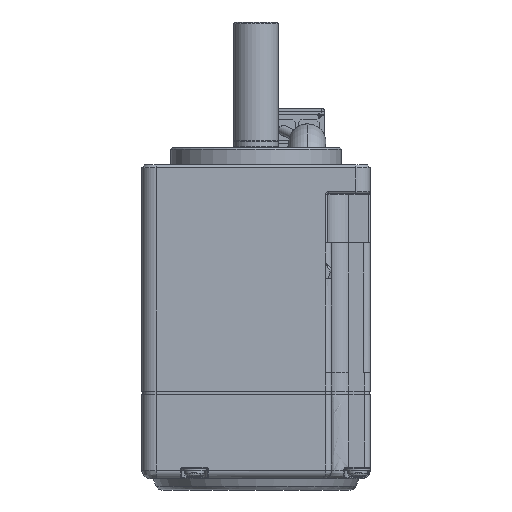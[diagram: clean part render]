
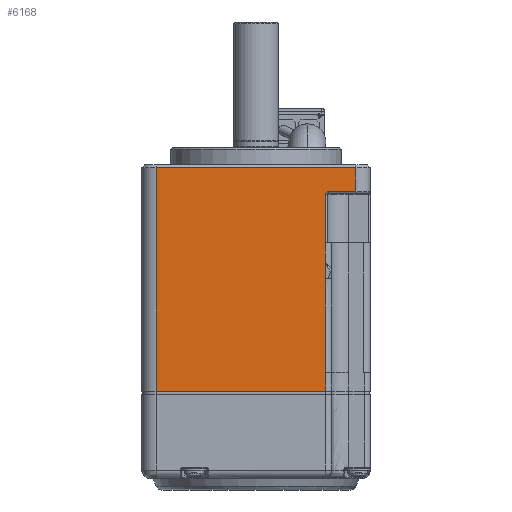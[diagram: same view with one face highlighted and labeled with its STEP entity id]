
A CAD part, front view. The second image highlights one B-rep face of the part: STEP entity #6168.
In plain terms, the highlighted planar face has unit normal (0, -1, 0).
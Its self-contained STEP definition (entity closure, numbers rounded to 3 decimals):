
#67=CARTESIAN_POINT('',(17.5,-20.,-20.));
#68=VERTEX_POINT('',#67);
#215=CARTESIAN_POINT('',(-17.5,-20.,-20.));
#216=VERTEX_POINT('',#215);
#223=CARTESIAN_POINT('',(-17.5,-20.,-20.));
#224=DIRECTION('',(1.,0.,0.));
#225=VECTOR('',#224,35.);
#226=LINE('',#223,#225);
#227=EDGE_CURVE('',#216,#68,#226,.T.);
#248=CARTESIAN_POINT('',(17.5,-20.,-24.2));
#249=VERTEX_POINT('',#248);
#250=CARTESIAN_POINT('',(17.5,-20.,-20.));
#251=DIRECTION('',(0.,0.,-1.));
#252=VECTOR('',#251,4.2);
#253=LINE('',#250,#252);
#254=EDGE_CURVE('',#68,#249,#253,.T.);
#271=CARTESIAN_POINT('',(12.162,-20.,-39.5));
#272=VERTEX_POINT('',#271);
#852=CARTESIAN_POINT('',(-17.5,-20.,-59.2));
#853=VERTEX_POINT('',#852);
#861=CARTESIAN_POINT('',(-17.5,-20.,-59.2));
#862=DIRECTION('',(0.,0.,1.));
#863=VECTOR('',#862,39.2);
#864=LINE('',#861,#863);
#865=EDGE_CURVE('',#853,#216,#864,.T.);
#1085=CARTESIAN_POINT('',(12.16,-20.,-24.7));
#1086=VERTEX_POINT('',#1085);
#1094=CARTESIAN_POINT('',(12.161,-20.,-33.2));
#1095=VERTEX_POINT('',#1094);
#1096=CARTESIAN_POINT('',(12.16,-20.,-24.7));
#1097=DIRECTION('',(0.,0.,-1.));
#1098=VECTOR('',#1097,8.5);
#1099=LINE('',#1096,#1098);
#1100=EDGE_CURVE('',#1086,#1095,#1099,.T.);
#1132=CARTESIAN_POINT('',(12.66,-20.,-24.2));
#1133=VERTEX_POINT('',#1132);
#1141=CARTESIAN_POINT('',(12.66,-20.,-24.7));
#1142=DIRECTION('',(0.,0.,1.));
#1143=DIRECTION('',(0.,-1.,-0.));
#1144=AXIS2_PLACEMENT_3D('',#1141,#1143,#1142);
#1145=CIRCLE('',#1144,0.5);
#1146=EDGE_CURVE('',#1133,#1086,#1145,.T.);
#1160=CARTESIAN_POINT('',(17.5,-20.,-24.2));
#1161=DIRECTION('',(-1.,0.,0.));
#1162=VECTOR('',#1161,4.84);
#1163=LINE('',#1160,#1162);
#1164=EDGE_CURVE('',#249,#1133,#1163,.T.);
#6092=CARTESIAN_POINT('',(12.163,-20.,-36.633));
#6093=VERTEX_POINT('',#6092);
#6100=CARTESIAN_POINT('',(12.163,-20.,-36.633));
#6101=DIRECTION('',(-0.001,0.,-1.));
#6102=VECTOR('',#6101,2.867);
#6103=LINE('',#6100,#6102);
#6104=EDGE_CURVE('',#6093,#272,#6103,.T.);
#6109=CARTESIAN_POINT('',(0.,-20.,-39.6));
#6110=DIRECTION('',(0.,0.,1.));
#6111=DIRECTION('',(0.,-1.,0.));
#6112=AXIS2_PLACEMENT_3D('',#6109,#6111,#6110);
#6113=PLANE('',#6112);
#6114=ORIENTED_EDGE('',*,*,#6104,.F.);
#6115=CARTESIAN_POINT('',(12.16,-20.,-36.573));
#6116=VERTEX_POINT('',#6115);
#6117=CARTESIAN_POINT('',(12.76,-20.,-36.573));
#6118=DIRECTION('',(-0.995,0.,-0.101));
#6119=DIRECTION('',(0.,1.,0.));
#6120=AXIS2_PLACEMENT_3D('',#6117,#6119,#6118);
#6121=CIRCLE('',#6120,0.6);
#6122=EDGE_CURVE('',#6093,#6116,#6121,.T.);
#6123=ORIENTED_EDGE('',*,*,#6122,.T.);
#6124=CARTESIAN_POINT('',(12.16,-20.,-36.573));
#6125=DIRECTION('',(0.,0.,1.));
#6126=VECTOR('',#6125,3.373);
#6127=LINE('',#6124,#6126);
#6128=EDGE_CURVE('',#6116,#1095,#6127,.T.);
#6129=ORIENTED_EDGE('',*,*,#6128,.T.);
#6130=ORIENTED_EDGE('',*,*,#1100,.F.);
#6131=ORIENTED_EDGE('',*,*,#1146,.F.);
#6132=ORIENTED_EDGE('',*,*,#1164,.F.);
#6133=ORIENTED_EDGE('',*,*,#254,.F.);
#6134=ORIENTED_EDGE('',*,*,#227,.F.);
#6135=ORIENTED_EDGE('',*,*,#865,.F.);
#6136=CARTESIAN_POINT('',(12.26,-20.,-59.2));
#6137=VERTEX_POINT('',#6136);
#6138=CARTESIAN_POINT('',(-17.5,-20.,-59.2));
#6139=DIRECTION('',(1.,0.,0.));
#6140=VECTOR('',#6139,29.76);
#6141=LINE('',#6138,#6140);
#6142=EDGE_CURVE('',#853,#6137,#6141,.T.);
#6143=ORIENTED_EDGE('',*,*,#6142,.T.);
#6144=CARTESIAN_POINT('',(12.26,-20.,-55.9));
#6145=VERTEX_POINT('',#6144);
#6146=CARTESIAN_POINT('',(12.26,-20.,-59.2));
#6147=DIRECTION('',(0.,0.,1.));
#6148=VECTOR('',#6147,3.3);
#6149=LINE('',#6146,#6148);
#6150=EDGE_CURVE('',#6137,#6145,#6149,.T.);
#6151=ORIENTED_EDGE('',*,*,#6150,.T.);
#6152=CARTESIAN_POINT('',(12.16,-20.,-55.9));
#6153=VERTEX_POINT('',#6152);
#6154=CARTESIAN_POINT('',(12.26,-20.,-55.9));
#6155=DIRECTION('',(-1.,0.,0.));
#6156=VECTOR('',#6155,0.1);
#6157=LINE('',#6154,#6156);
#6158=EDGE_CURVE('',#6145,#6153,#6157,.T.);
#6159=ORIENTED_EDGE('',*,*,#6158,.T.);
#6160=CARTESIAN_POINT('',(12.16,-20.,-55.9));
#6161=DIRECTION('',(0.,0.,1.));
#6162=VECTOR('',#6161,16.4);
#6163=LINE('',#6160,#6162);
#6164=EDGE_CURVE('',#6153,#272,#6163,.T.);
#6165=ORIENTED_EDGE('',*,*,#6164,.T.);
#6166=EDGE_LOOP('',(#6114,#6123,#6129,#6130,#6131,#6132,#6133,#6134,#6135,#6143,#6151,#6159,#6165));
#6167=FACE_OUTER_BOUND('',#6166,.T.);
#6168=ADVANCED_FACE('',(#6167),#6113,.T.);
